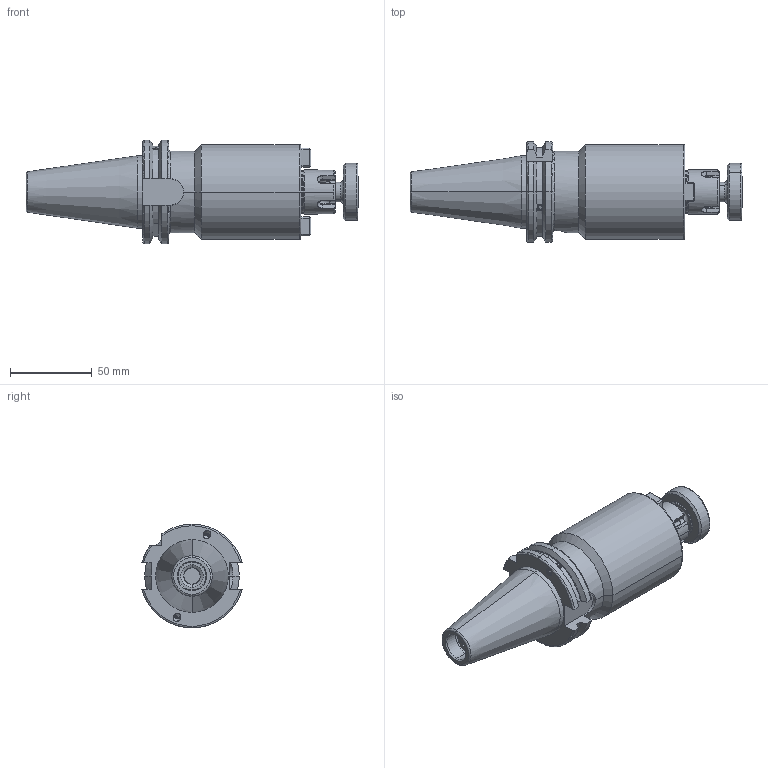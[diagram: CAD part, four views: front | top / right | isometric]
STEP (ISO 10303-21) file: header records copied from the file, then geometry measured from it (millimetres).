
FILE_DESCRIPTION (( 'STEP AP203' ), '1' );
FILE_NAME ('91406-AS327100.STEP', '2024-04-22T08:44:35', ( '' ), ( '' ), 'SwSTEP 2.0', 'SolidWorks 2024', '' );
FILE_SCHEMA (( 'CONFIG_CONTROL_DESIGN' ));
Length unit declared in the file: millimetre
Products named in the file (8): CCS-M12-27-2; CCS-M12-27; GS-M4X4_DIN 913 - M4 x 4-N; SK40SMS27100FWW; GS-M4X4-COATING_DIN 913 - M4 x 4-N; 91406-AS327100; CCS-M12-27-1; PLUG KEY 12-27
Assembly tree (10 placements, depth 3):
  91406-AS327100
    SK40SMS27100FWW
    CCS-M12-27
      CCS-M12-27-1
      CCS-M12-27-2
    PLUG KEY 12-27  x2
    GS-M4X4-COATING_DIN 913 - M4 x 4-N  x2
    GS-M4X4_DIN 913 - M4 x 4-N  x2
Bounding box: 203.4 x 61.48 x 63.55 mm (x, y, z)
Volume: 317139 mm3; surface area: 50098.3 mm2
Topology: 9 solids, 9 shells, 421 faces, 1044 edges, 652 vertices
Faces by surface type: plane 132, cone 124, cylinder 120, torus 37, sphere 8
Entity records: 11621 total; most frequent: CARTESIAN_POINT 2966, DIRECTION 1695, ORIENTED_EDGE 1588, EDGE_CURVE 794, AXIS2_PLACEMENT_3D 679, VERTEX_POINT 498, EDGE_LOOP 356, CIRCLE 343
